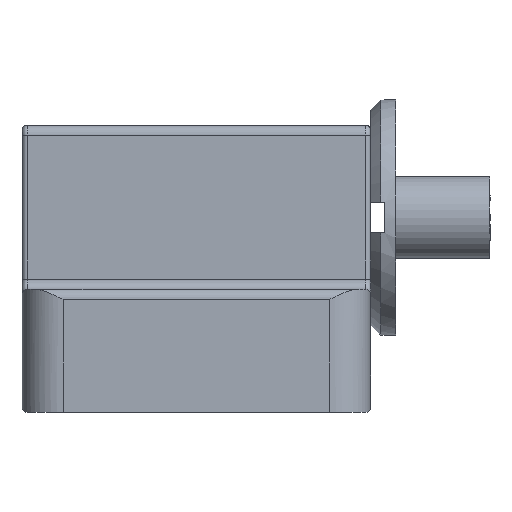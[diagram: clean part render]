
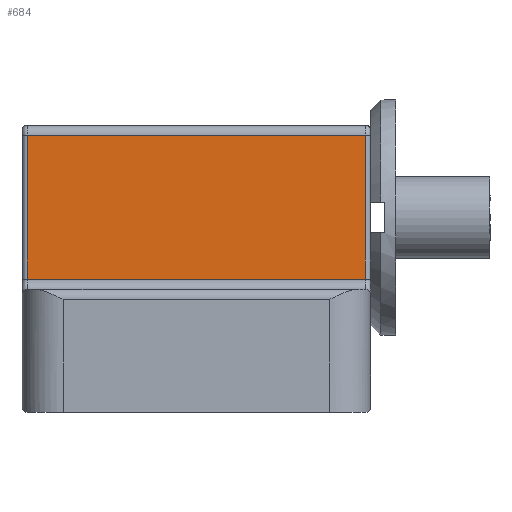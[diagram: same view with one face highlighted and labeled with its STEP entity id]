
A CAD part, left-side view. The second image highlights one B-rep face of the part: STEP entity #684.
In plain terms, the highlighted planar face has unit normal (-1, 0, 0).
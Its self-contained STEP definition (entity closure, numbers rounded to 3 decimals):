
#684=ADVANCED_FACE('',(#839),#840,.T.);
#839=FACE_OUTER_BOUND('',#1044,.T.);
#840=PLANE('',#1045);
#1044=EDGE_LOOP('',(#1536,#1537,#1538,#1539));
#1045=AXIS2_PLACEMENT_3D('',#1540,#1541,#1542);
#1536=ORIENTED_EDGE('',*,*,#2104,.T.);
#1537=ORIENTED_EDGE('',*,*,#2105,.T.);
#1538=ORIENTED_EDGE('',*,*,#2106,.T.);
#1539=ORIENTED_EDGE('',*,*,#2053,.T.);
#1540=CARTESIAN_POINT('',(-6.0,0.,6.0));
#1541=DIRECTION('',(-1.0,0.,0.0));
#1542=DIRECTION('',(0.,-1.0,0.0));
#2053=EDGE_CURVE('',#2386,#2373,#2387,.F.);
#2104=EDGE_CURVE('',#2373,#2475,#2476,.T.);
#2105=EDGE_CURVE('',#2475,#2477,#2478,.T.);
#2106=EDGE_CURVE('',#2477,#2386,#2479,.F.);
#2373=VERTEX_POINT('',#2929);
#2386=VERTEX_POINT('',#2949);
#2387=LINE('',#2950,#2951);
#2475=VERTEX_POINT('',#3069);
#2476=LINE('',#3070,#3071);
#2477=VERTEX_POINT('',#3072);
#2478=LINE('',#3073,#3074);
#2479=LINE('',#3075,#3076);
#2929=CARTESIAN_POINT('',(-6.0,8.25,6.5));
#2949=CARTESIAN_POINT('',(-6.0,8.25,13.5));
#2950=CARTESIAN_POINT('',(-6.0,8.25,6.0));
#2951=VECTOR('',#3423,1.0);
#3069=CARTESIAN_POINT('',(-6.0,-8.25,6.5));
#3070=CARTESIAN_POINT('',(-6.0,-8.5,6.5));
#3071=VECTOR('',#3514,1.0);
#3072=CARTESIAN_POINT('',(-6.0,-8.25,13.5));
#3073=CARTESIAN_POINT('',(-6.0,-8.25,6.0));
#3074=VECTOR('',#3515,1.0);
#3075=CARTESIAN_POINT('',(-6.0,0.,13.5));
#3076=VECTOR('',#3516,1.0);
#3423=DIRECTION('',(0.0,0.0,1.0));
#3514=DIRECTION('',(0.,-1.0,0.0));
#3515=DIRECTION('',(0.0,0.0,1.0));
#3516=DIRECTION('',(0.,-1.0,0.0));
